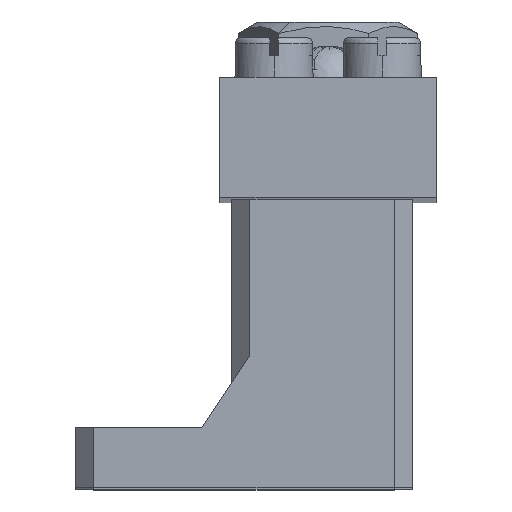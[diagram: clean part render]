
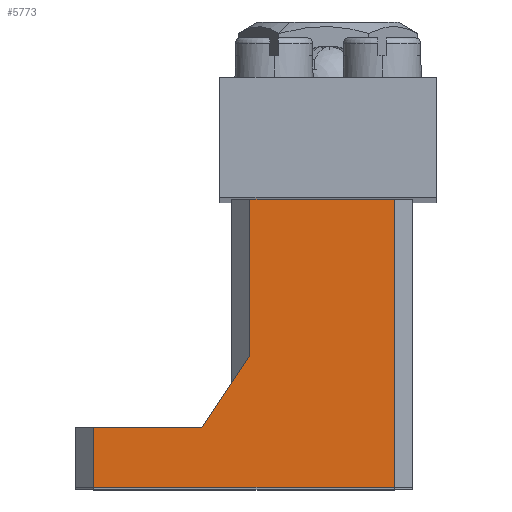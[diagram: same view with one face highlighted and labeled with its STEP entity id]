
A CAD part, top view. The second image highlights one B-rep face of the part: STEP entity #5773.
In plain terms, the highlighted face is planar.
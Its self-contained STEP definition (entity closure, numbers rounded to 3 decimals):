
#120 = DIRECTION ( 'NONE',  ( 0., 0., 1. ) ) ;
#253 = CARTESIAN_POINT ( 'NONE',  ( -6.5, 0., -13.5 ) ) ;
#761 = DIRECTION ( 'NONE',  ( 0., 0.832, 0.555 ) ) ;
#831 = VECTOR ( 'NONE', #9158, 1000. ) ;
#990 = CARTESIAN_POINT ( 'NONE',  ( -6.5, 0., 0. ) ) ;
#1219 = VERTEX_POINT ( 'NONE', #10812 ) ;
#1383 = EDGE_CURVE ( 'NONE', #8960, #3984, #12488, .T. ) ;
#1932 = ORIENTED_EDGE ( 'NONE', *, *, #8555, .T. ) ;
#1997 = CARTESIAN_POINT ( 'NONE',  ( -6.5, -13., -13.5 ) ) ;
#2047 = VECTOR ( 'NONE', #10186, 1000. ) ;
#2209 = AXIS2_PLACEMENT_3D ( 'NONE', #990, #8009, #13998 ) ;
#2378 = PLANE ( 'NONE',  #2209 ) ;
#2401 = VERTEX_POINT ( 'NONE', #253 ) ;
#2540 = ORIENTED_EDGE ( 'NONE', *, *, #1383, .T. ) ;
#3085 = EDGE_CURVE ( 'NONE', #14831, #1219, #12988, .T. ) ;
#3327 = EDGE_CURVE ( 'NONE', #2401, #3984, #14903, .T. ) ;
#3984 = VERTEX_POINT ( 'NONE', #9422 ) ;
#4299 = CARTESIAN_POINT ( 'NONE',  ( -6.5, 0., -15. ) ) ;
#5203 = LINE ( 'NONE', #12259, #12657 ) ;
#5505 = CARTESIAN_POINT ( 'NONE',  ( -6.5, 0., -1.5 ) ) ;
#5773 = ADVANCED_FACE ( 'NONE', ( #15080 ), #2378, .F. ) ;
#5828 = LINE ( 'NONE', #8118, #8861 ) ;
#5956 = VECTOR ( 'NONE', #120, 1000. ) ;
#6271 = VECTOR ( 'NONE', #11058, 1000. ) ;
#6918 = DIRECTION ( 'NONE',  ( 0., -1., 0. ) ) ;
#7520 = CARTESIAN_POINT ( 'NONE',  ( -6.5, -13., -13.5 ) ) ;
#8009 = DIRECTION ( 'NONE',  ( 1., 0., 0. ) ) ;
#8118 = CARTESIAN_POINT ( 'NONE',  ( -6.5, 0., -13.5 ) ) ;
#8387 = ORIENTED_EDGE ( 'NONE', *, *, #14510, .F. ) ;
#8503 = ORIENTED_EDGE ( 'NONE', *, *, #3085, .T. ) ;
#8555 = EDGE_CURVE ( 'NONE', #2401, #14028, #5828, .T. ) ;
#8861 = VECTOR ( 'NONE', #6918, 1000. ) ;
#8960 = VERTEX_POINT ( 'NONE', #12778 ) ;
#9158 = DIRECTION ( 'NONE',  ( 0., -1., 0. ) ) ;
#9422 = CARTESIAN_POINT ( 'NONE',  ( -6.5, 0., -1.5 ) ) ;
#10186 = DIRECTION ( 'NONE',  ( 0., 1., 0. ) ) ;
#10274 = CARTESIAN_POINT ( 'NONE',  ( -6.5, -19., -17.5 ) ) ;
#10352 = VERTEX_POINT ( 'NONE', #10274 ) ;
#10467 = EDGE_CURVE ( 'NONE', #14831, #10352, #12961, .T. ) ;
#10648 = CARTESIAN_POINT ( 'NONE',  ( -6.5, -19., -28. ) ) ;
#10807 = ORIENTED_EDGE ( 'NONE', *, *, #10467, .F. ) ;
#10812 = CARTESIAN_POINT ( 'NONE',  ( -6.5, -24., -26.5 ) ) ;
#11058 = DIRECTION ( 'NONE',  ( 0., 0., 1. ) ) ;
#11303 = LINE ( 'NONE', #1997, #11436 ) ;
#11436 = VECTOR ( 'NONE', #761, 1000. ) ;
#11670 = CARTESIAN_POINT ( 'NONE',  ( -6.5, -19., -26.5 ) ) ;
#11716 = EDGE_LOOP ( 'NONE', ( #8387, #10807, #8503, #14768, #2540, #13077, #1932 ) ) ;
#12259 = CARTESIAN_POINT ( 'NONE',  ( -6.5, -24., 0. ) ) ;
#12488 = LINE ( 'NONE', #5505, #2047 ) ;
#12657 = VECTOR ( 'NONE', #14798, 1000. ) ;
#12758 = CARTESIAN_POINT ( 'NONE',  ( -6.5, 0., -26.5 ) ) ;
#12778 = CARTESIAN_POINT ( 'NONE',  ( -6.5, -24., -1.5 ) ) ;
#12961 = LINE ( 'NONE', #10648, #5956 ) ;
#12988 = LINE ( 'NONE', #12758, #831 ) ;
#13077 = ORIENTED_EDGE ( 'NONE', *, *, #3327, .F. ) ;
#13998 = DIRECTION ( 'NONE',  ( 0., 0., -1. ) ) ;
#14028 = VERTEX_POINT ( 'NONE', #7520 ) ;
#14138 = EDGE_CURVE ( 'NONE', #8960, #1219, #5203, .T. ) ;
#14510 = EDGE_CURVE ( 'NONE', #10352, #14028, #11303, .T. ) ;
#14768 = ORIENTED_EDGE ( 'NONE', *, *, #14138, .F. ) ;
#14798 = DIRECTION ( 'NONE',  ( 0., 0., -1. ) ) ;
#14831 = VERTEX_POINT ( 'NONE', #11670 ) ;
#14903 = LINE ( 'NONE', #4299, #6271 ) ;
#15080 = FACE_OUTER_BOUND ( 'NONE', #11716, .T. ) ;
